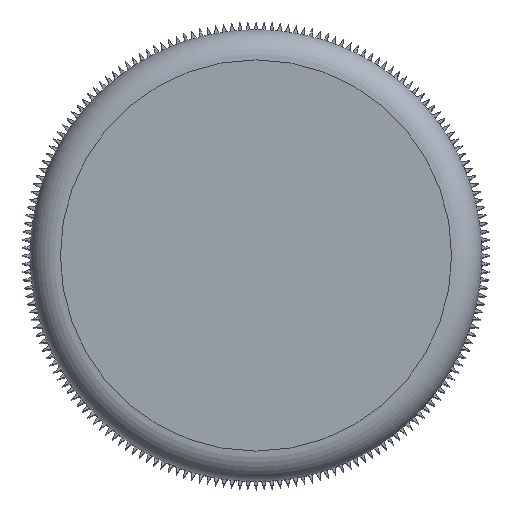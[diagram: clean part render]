
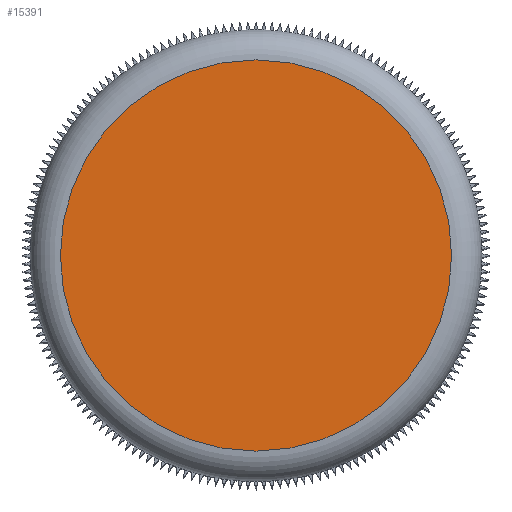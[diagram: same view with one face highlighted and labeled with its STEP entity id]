
A CAD part, top view. The second image highlights one B-rep face of the part: STEP entity #15391.
In plain terms, the highlighted planar face has unit normal (0, 0, 1).
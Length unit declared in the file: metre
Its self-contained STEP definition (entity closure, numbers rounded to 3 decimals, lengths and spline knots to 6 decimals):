
#12=PLANE('',#16672);
#5246=ORIENTED_EDGE('',*,*,#9764,.T.);
#9764=EDGE_CURVE('',#11933,#11933,#12840,.T.);
#11933=VERTEX_POINT('',#25180);
#12840=CIRCLE('',#16673,0.0065);
#13385=EDGE_LOOP('',(#5246));
#14297=FACE_BOUND('',#13385,.T.);
#15391=ADVANCED_FACE('',(#14297),#12,.T.);
#16672=AXIS2_PLACEMENT_3D('',#25178,#19207,#19208);
#16673=AXIS2_PLACEMENT_3D('',#25179,#19209,#19210);
#19207=DIRECTION('',(0.,0.,1.));
#19208=DIRECTION('',(1.,0.,0.));
#19209=DIRECTION('',(0.,0.,1.));
#19210=DIRECTION('',(1.,0.,0.));
#25178=CARTESIAN_POINT('',(0.019244,0.027364,0.0301));
#25179=CARTESIAN_POINT('',(0.019244,0.027364,0.0301));
#25180=CARTESIAN_POINT('',(0.025744,0.027364,0.0301));
